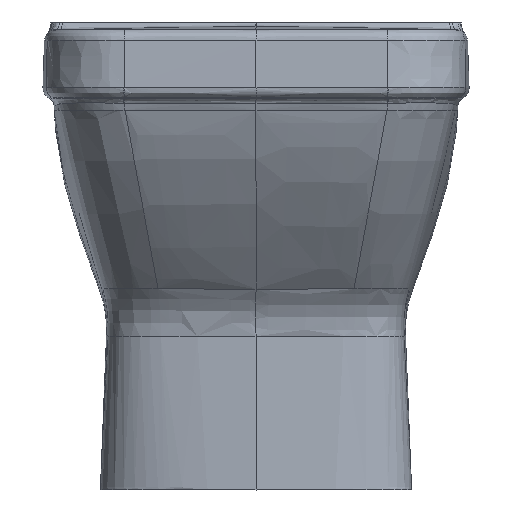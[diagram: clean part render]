
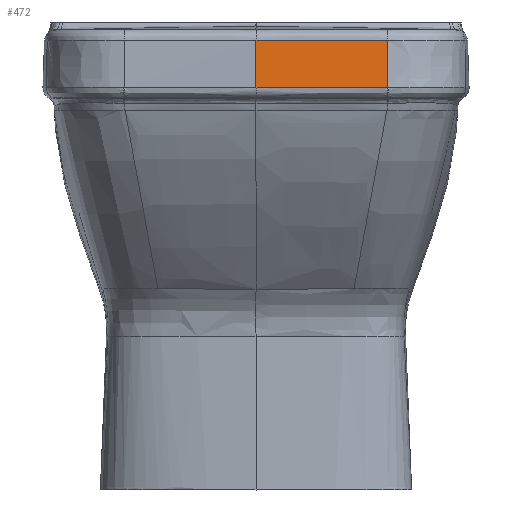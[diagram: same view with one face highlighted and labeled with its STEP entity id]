
A CAD part, front view. The second image highlights one B-rep face of the part: STEP entity #472.
In plain terms, the highlighted free-form (B-spline) face has degree [3, 3] with [6, 12] control points.
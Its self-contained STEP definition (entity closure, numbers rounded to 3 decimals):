
#472=ADVANCED_FACE('',(#847),#659,.T.);
#659=B_SPLINE_SURFACE_WITH_KNOTS('',3,3,((#27432,#27433,#27434,#27435,#27436,
#27437,#27438,#27439,#27440,#27441,#27442,#27443),(#27444,#27445,#27446,
#27447,#27448,#27449,#27450,#27451,#27452,#27453,#27454,#27455),(#27456,
#27457,#27458,#27459,#27460,#27461,#27462,#27463,#27464,#27465,#27466,#27467),
(#27468,#27469,#27470,#27471,#27472,#27473,#27474,#27475,#27476,#27477,
#27478,#27479),(#27480,#27481,#27482,#27483,#27484,#27485,#27486,#27487,
#27488,#27489,#27490,#27491),(#27492,#27493,#27494,#27495,#27496,#27497,
#27498,#27499,#27500,#27501,#27502,#27503)),.UNSPECIFIED.,.F.,.F.,.F.,(4,
2,4),(4,1,1,1,1,1,1,1,1,4),(0.,0.,1.),(0.,0.126,
0.252,0.257,0.338,0.425,
0.503,0.582,0.755,1.),.UNSPECIFIED.);
#847=FACE_OUTER_BOUND('',#1095,.T.);
#1095=EDGE_LOOP('',(#1951,#1952,#1953,#1954));
#1951=ORIENTED_EDGE('',*,*,#3299,.F.);
#1952=ORIENTED_EDGE('',*,*,#3300,.T.);
#1953=ORIENTED_EDGE('',*,*,#3301,.T.);
#1954=ORIENTED_EDGE('',*,*,#3191,.T.);
#2690=VERTEX_POINT('',#24899);
#2692=VERTEX_POINT('',#24913);
#2698=VERTEX_POINT('',#25368);
#2765=VERTEX_POINT('',#27415);
#3191=EDGE_CURVE('',#2692,#2690,#3771,.T.);
#3299=EDGE_CURVE('',#2765,#2690,#3842,.T.);
#3300=EDGE_CURVE('',#2765,#2698,#3843,.T.);
#3301=EDGE_CURVE('',#2698,#2692,#3844,.T.);
#3771=B_SPLINE_CURVE_WITH_KNOTS('',3,(#24901,#24902,#24903,#24904,#24905,
#24906,#24907,#24908,#24909,#24910,#24911,#24912),.UNSPECIFIED.,.F.,.F.,
(4,1,1,1,1,1,1,1,1,4),(0.,0.2,0.383,0.467,
0.55,0.642,0.728,0.733,
0.867,1.),.UNSPECIFIED.);
#3842=B_SPLINE_CURVE_WITH_KNOTS('',3,(#27411,#27412,#27413,#27414),
 .UNSPECIFIED.,.F.,.F.,(4,4),(0.,1.),.UNSPECIFIED.);
#3843=B_SPLINE_CURVE_WITH_KNOTS('',3,(#27416,#27417,#27418,#27419,#27420,
#27421,#27422,#27423,#27424,#27425,#27426,#27427),.UNSPECIFIED.,.F.,.F.,
(4,1,1,1,1,1,1,1,1,4),(0.,0.127,0.253,0.259,
0.34,0.427,0.506,0.585,
0.759,1.),.UNSPECIFIED.);
#3844=B_SPLINE_CURVE_WITH_KNOTS('',3,(#27428,#27429,#27430,#27431),
 .UNSPECIFIED.,.F.,.F.,(4,4),(0.,1.),.UNSPECIFIED.);
#24899=CARTESIAN_POINT('',(113.512,-694.215,-9.221));
#24901=CARTESIAN_POINT('',(113.858,-696.291,-50.158));
#24902=CARTESIAN_POINT('',(113.834,-696.152,-47.568));
#24903=CARTESIAN_POINT('',(113.787,-695.886,-42.612));
#24904=CARTESIAN_POINT('',(113.732,-695.563,-36.441));
#24905=CARTESIAN_POINT('',(113.686,-695.317,-32.076));
#24906=CARTESIAN_POINT('',(113.651,-695.152,-29.106));
#24907=CARTESIAN_POINT('',(113.621,-695.006,-25.925));
#24908=CARTESIAN_POINT('',(113.604,-694.905,-23.492));
#24909=CARTESIAN_POINT('',(113.587,-694.775,-20.302));
#24910=CARTESIAN_POINT('',(113.56,-694.599,-15.977));
#24911=CARTESIAN_POINT('',(113.528,-694.359,-11.431));
#24912=CARTESIAN_POINT('',(113.512,-694.215,-9.221));
#24913=CARTESIAN_POINT('',(113.858,-696.291,-50.158));
#25368=CARTESIAN_POINT('',(-0.887,-698.117,-50.223));
#27411=CARTESIAN_POINT('',(-0.887,-696.142,-9.22));
#27412=CARTESIAN_POINT('',(37.261,-696.142,-9.22));
#27413=CARTESIAN_POINT('',(75.394,-695.5,-9.22));
#27414=CARTESIAN_POINT('',(113.512,-694.215,-9.221));
#27415=CARTESIAN_POINT('',(-0.887,-696.142,-9.22));
#27416=CARTESIAN_POINT('',(-0.887,-696.142,-9.22));
#27417=CARTESIAN_POINT('',(-0.887,-696.277,-10.947));
#27418=CARTESIAN_POINT('',(-0.887,-696.496,-14.404));
#27419=CARTESIAN_POINT('',(-0.887,-696.653,-17.938));
#27420=CARTESIAN_POINT('',(-0.887,-696.771,-20.859));
#27421=CARTESIAN_POINT('',(-0.887,-696.862,-23.239));
#27422=CARTESIAN_POINT('',(-0.887,-696.992,-26.627));
#27423=CARTESIAN_POINT('',(-0.887,-697.14,-29.98));
#27424=CARTESIAN_POINT('',(-0.887,-697.361,-34.522));
#27425=CARTESIAN_POINT('',(-0.887,-697.686,-41.269));
#27426=CARTESIAN_POINT('',(-0.887,-697.959,-46.935));
#27427=CARTESIAN_POINT('',(-0.887,-698.117,-50.223));
#27428=CARTESIAN_POINT('',(-0.887,-698.117,-50.223));
#27429=CARTESIAN_POINT('',(37.382,-698.157,-50.203));
#27430=CARTESIAN_POINT('',(75.63,-697.548,-50.181));
#27431=CARTESIAN_POINT('',(113.858,-696.291,-50.158));
#27432=CARTESIAN_POINT('',(113.513,-694.215,-9.221));
#27433=CARTESIAN_POINT('',(113.529,-694.359,-11.431));
#27434=CARTESIAN_POINT('',(113.561,-694.599,-15.977));
#27435=CARTESIAN_POINT('',(113.588,-694.775,-20.302));
#27436=CARTESIAN_POINT('',(113.605,-694.905,-23.492));
#27437=CARTESIAN_POINT('',(113.622,-695.006,-25.925));
#27438=CARTESIAN_POINT('',(113.652,-695.151,-29.106));
#27439=CARTESIAN_POINT('',(113.687,-695.317,-32.076));
#27440=CARTESIAN_POINT('',(113.733,-695.563,-36.441));
#27441=CARTESIAN_POINT('',(113.795,-695.928,-43.399));
#27442=CARTESIAN_POINT('',(113.849,-696.235,-49.104));
#27443=CARTESIAN_POINT('',(113.881,-696.415,-52.471));
#27444=CARTESIAN_POINT('',(113.513,-694.215,-9.221));
#27445=CARTESIAN_POINT('',(113.529,-694.359,-11.431));
#27446=CARTESIAN_POINT('',(113.561,-694.599,-15.977));
#27447=CARTESIAN_POINT('',(113.587,-694.775,-20.302));
#27448=CARTESIAN_POINT('',(113.604,-694.905,-23.492));
#27449=CARTESIAN_POINT('',(113.622,-695.006,-25.925));
#27450=CARTESIAN_POINT('',(113.651,-695.152,-29.106));
#27451=CARTESIAN_POINT('',(113.687,-695.317,-32.076));
#27452=CARTESIAN_POINT('',(113.733,-695.563,-36.441));
#27453=CARTESIAN_POINT('',(113.794,-695.928,-43.399));
#27454=CARTESIAN_POINT('',(113.849,-696.235,-49.104));
#27455=CARTESIAN_POINT('',(113.88,-696.415,-52.471));
#27456=CARTESIAN_POINT('',(113.512,-694.215,-9.221));
#27457=CARTESIAN_POINT('',(113.528,-694.359,-11.431));
#27458=CARTESIAN_POINT('',(113.56,-694.599,-15.977));
#27459=CARTESIAN_POINT('',(113.587,-694.775,-20.302));
#27460=CARTESIAN_POINT('',(113.604,-694.905,-23.492));
#27461=CARTESIAN_POINT('',(113.622,-695.006,-25.925));
#27462=CARTESIAN_POINT('',(113.651,-695.152,-29.106));
#27463=CARTESIAN_POINT('',(113.687,-695.317,-32.076));
#27464=CARTESIAN_POINT('',(113.733,-695.563,-36.441));
#27465=CARTESIAN_POINT('',(113.794,-695.928,-43.399));
#27466=CARTESIAN_POINT('',(113.848,-696.235,-49.104));
#27467=CARTESIAN_POINT('',(113.88,-696.415,-52.471));
#27468=CARTESIAN_POINT('',(75.394,-695.5,-9.22));
#27469=CARTESIAN_POINT('',(75.404,-695.641,-11.27));
#27470=CARTESIAN_POINT('',(75.426,-695.874,-15.455));
#27471=CARTESIAN_POINT('',(75.443,-696.044,-19.518));
#27472=CARTESIAN_POINT('',(75.454,-696.17,-22.618));
#27473=CARTESIAN_POINT('',(75.466,-696.268,-25.034));
#27474=CARTESIAN_POINT('',(75.486,-696.408,-28.284));
#27475=CARTESIAN_POINT('',(75.509,-696.568,-31.381));
#27476=CARTESIAN_POINT('',(75.54,-696.806,-35.804));
#27477=CARTESIAN_POINT('',(75.581,-697.159,-42.72));
#27478=CARTESIAN_POINT('',(75.617,-697.457,-48.439));
#27479=CARTESIAN_POINT('',(75.638,-697.631,-51.807));
#27480=CARTESIAN_POINT('',(37.261,-696.142,-9.22));
#27481=CARTESIAN_POINT('',(37.266,-696.281,-11.109));
#27482=CARTESIAN_POINT('',(37.277,-696.506,-14.93));
#27483=CARTESIAN_POINT('',(37.285,-696.67,-18.73));
#27484=CARTESIAN_POINT('',(37.291,-696.792,-21.741));
#27485=CARTESIAN_POINT('',(37.297,-696.887,-24.139));
#27486=CARTESIAN_POINT('',(37.307,-697.022,-27.457));
#27487=CARTESIAN_POINT('',(37.318,-697.176,-30.682));
#27488=CARTESIAN_POINT('',(37.334,-697.406,-35.164));
#27489=CARTESIAN_POINT('',(37.354,-697.747,-42.037));
#27490=CARTESIAN_POINT('',(37.372,-698.034,-47.771));
#27491=CARTESIAN_POINT('',(37.382,-698.203,-51.139));
#27492=CARTESIAN_POINT('',(-0.887,-696.142,-9.22));
#27493=CARTESIAN_POINT('',(-0.887,-696.277,-10.947));
#27494=CARTESIAN_POINT('',(-0.887,-696.496,-14.404));
#27495=CARTESIAN_POINT('',(-0.887,-696.653,-17.938));
#27496=CARTESIAN_POINT('',(-0.887,-696.771,-20.859));
#27497=CARTESIAN_POINT('',(-0.887,-696.862,-23.239));
#27498=CARTESIAN_POINT('',(-0.887,-696.992,-26.627));
#27499=CARTESIAN_POINT('',(-0.887,-697.14,-29.98));
#27500=CARTESIAN_POINT('',(-0.887,-697.361,-34.522));
#27501=CARTESIAN_POINT('',(-0.887,-697.69,-41.351));
#27502=CARTESIAN_POINT('',(-0.887,-697.967,-47.099));
#27503=CARTESIAN_POINT('',(-0.887,-698.129,-50.469));
